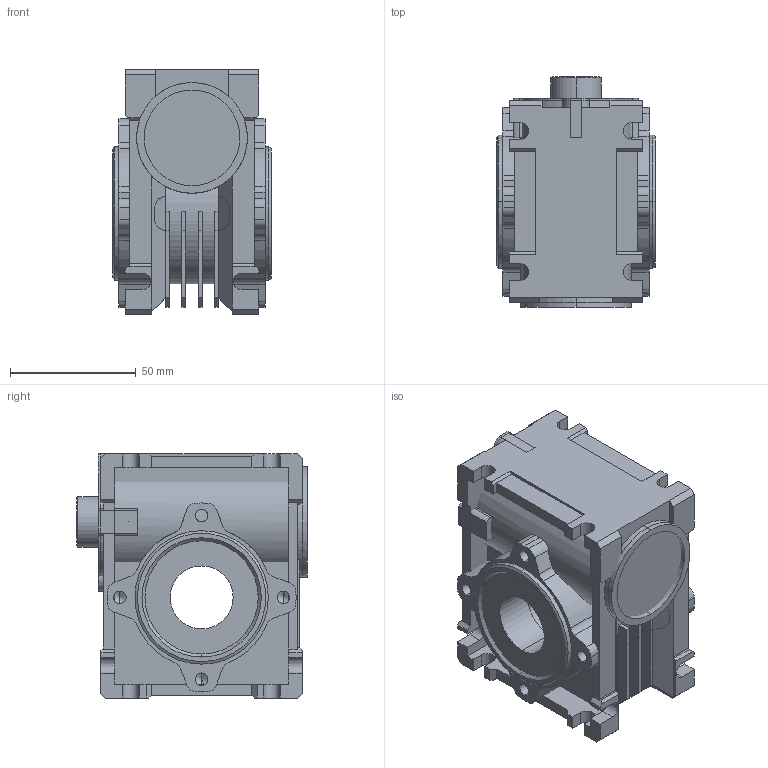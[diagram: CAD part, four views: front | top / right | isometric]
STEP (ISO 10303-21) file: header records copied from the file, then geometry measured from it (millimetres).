
FILE_DESCRIPTION (( 'STEP AP203' ), '1' );
FILE_NAME ('Reductora_NMRV030_reducer_Body_Predeterminado_sldprt.STEP', '2023-10-28T09:53:46', ( '' ), ( '' ), 'SwSTEP 2.0', 'SolidWorks 2022', '' );
FILE_SCHEMA (( 'CONFIG_CONTROL_DESIGN' ));
Length unit declared in the file: millimetre
Products named in the file (1): Reductora_NMRV030_reducer_Body_Predeterminado_sldprt
Bounding box: 63 x 91.65 x 97 mm (x, y, z)
Volume: 390742.8 mm3; surface area: 93802 mm2
Topology: 3 solids, 3 shells, 509 faces, 1387 edges, 890 vertices
Faces by surface type: plane 302, cylinder 164, cone 43
Entity records: 17329 total; most frequent: CARTESIAN_POINT 4364, ORIENTED_EDGE 2726, DIRECTION 2654, EDGE_CURVE 1363, LINE 946, VECTOR 946, VERTEX_POINT 890, AXIS2_PLACEMENT_3D 854
